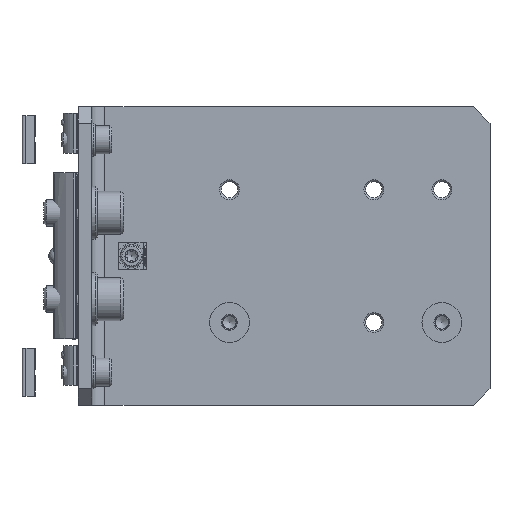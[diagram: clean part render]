
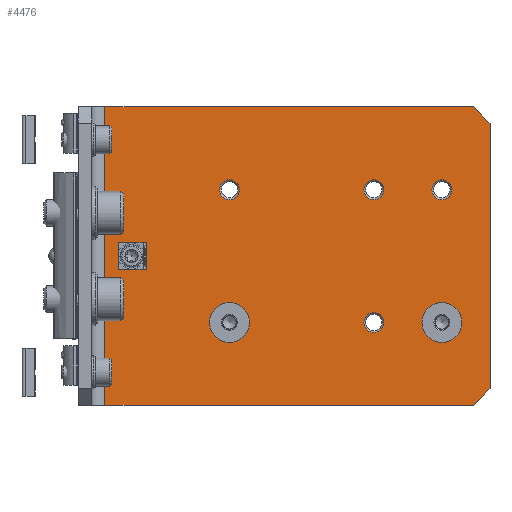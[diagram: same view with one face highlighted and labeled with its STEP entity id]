
A CAD part, top view. The second image highlights one B-rep face of the part: STEP entity #4476.
In plain terms, the highlighted planar face has unit normal (0, 0, 1).
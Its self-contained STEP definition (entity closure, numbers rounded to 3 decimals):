
#387=CIRCLE('',#4915,3.);
#388=CIRCLE('',#4916,3.);
#389=CIRCLE('',#4917,3.);
#390=CIRCLE('',#4918,3.);
#391=CIRCLE('',#4919,3.);
#392=CIRCLE('',#4920,3.);
#393=CIRCLE('',#4921,1.85);
#646=ORIENTED_EDGE('',*,*,#1902,.T.);
#647=ORIENTED_EDGE('',*,*,#1903,.T.);
#648=ORIENTED_EDGE('',*,*,#1904,.T.);
#649=ORIENTED_EDGE('',*,*,#1905,.T.);
#650=ORIENTED_EDGE('',*,*,#1906,.T.);
#651=ORIENTED_EDGE('',*,*,#1907,.T.);
#652=ORIENTED_EDGE('',*,*,#1908,.F.);
#653=ORIENTED_EDGE('',*,*,#1909,.F.);
#654=ORIENTED_EDGE('',*,*,#1910,.F.);
#655=ORIENTED_EDGE('',*,*,#1911,.F.);
#656=ORIENTED_EDGE('',*,*,#1872,.F.);
#657=ORIENTED_EDGE('',*,*,#1912,.T.);
#658=ORIENTED_EDGE('',*,*,#1881,.T.);
#1872=EDGE_CURVE('',#2503,#2504,#2938,.T.);
#1881=EDGE_CURVE('',#2513,#2512,#2945,.T.);
#1902=EDGE_CURVE('',#2527,#2527,#387,.T.);
#1903=EDGE_CURVE('',#2528,#2528,#388,.T.);
#1904=EDGE_CURVE('',#2529,#2529,#389,.T.);
#1905=EDGE_CURVE('',#2530,#2530,#390,.T.);
#1906=EDGE_CURVE('',#2531,#2531,#391,.T.);
#1907=EDGE_CURVE('',#2532,#2532,#392,.T.);
#1908=EDGE_CURVE('',#2533,#2533,#393,.T.);
#1909=EDGE_CURVE('',#2534,#2512,#2957,.T.);
#1910=EDGE_CURVE('',#2535,#2534,#2958,.T.);
#1911=EDGE_CURVE('',#2504,#2535,#2959,.T.);
#1912=EDGE_CURVE('',#2503,#2513,#2960,.T.);
#2503=VERTEX_POINT('',#6832);
#2504=VERTEX_POINT('',#6834);
#2512=VERTEX_POINT('',#6851);
#2513=VERTEX_POINT('',#6853);
#2527=VERTEX_POINT('',#6892);
#2528=VERTEX_POINT('',#6894);
#2529=VERTEX_POINT('',#6896);
#2530=VERTEX_POINT('',#6898);
#2531=VERTEX_POINT('',#6900);
#2532=VERTEX_POINT('',#6902);
#2533=VERTEX_POINT('',#6904);
#2534=VERTEX_POINT('',#6906);
#2535=VERTEX_POINT('',#6908);
#2938=LINE('',#6833,#3244);
#2945=LINE('',#6852,#3251);
#2957=LINE('',#6905,#3263);
#2958=LINE('',#6907,#3264);
#2959=LINE('',#6909,#3265);
#2960=LINE('',#6910,#3266);
#3244=VECTOR('',#5445,1000.);
#3251=VECTOR('',#5458,1000.);
#3263=VECTOR('',#5510,1000.);
#3264=VECTOR('',#5511,1000.);
#3265=VECTOR('',#5512,1000.);
#3266=VECTOR('',#5513,1000.);
#3560=EDGE_LOOP('',(#646));
#3561=EDGE_LOOP('',(#647));
#3562=EDGE_LOOP('',(#648));
#3563=EDGE_LOOP('',(#649));
#3564=EDGE_LOOP('',(#650));
#3565=EDGE_LOOP('',(#651));
#3566=EDGE_LOOP('',(#652));
#3567=EDGE_LOOP('',(#653,#654,#655,#656,#657,#658));
#3956=FACE_BOUND('',#3560,.T.);
#3957=FACE_BOUND('',#3561,.T.);
#3958=FACE_BOUND('',#3562,.T.);
#3959=FACE_BOUND('',#3563,.T.);
#3960=FACE_BOUND('',#3564,.T.);
#3961=FACE_BOUND('',#3565,.T.);
#3962=FACE_BOUND('',#3566,.T.);
#3963=FACE_BOUND('',#3567,.T.);
#4347=PLANE('',#4914);
#4476=ADVANCED_FACE('',(#3956,#3957,#3958,#3959,#3960,#3961,#3962,#3963),
#4347,.F.);
#4914=AXIS2_PLACEMENT_3D('',#6890,#5494,#5495);
#4915=AXIS2_PLACEMENT_3D('',#6891,#5496,#5497);
#4916=AXIS2_PLACEMENT_3D('',#6893,#5498,#5499);
#4917=AXIS2_PLACEMENT_3D('',#6895,#5500,#5501);
#4918=AXIS2_PLACEMENT_3D('',#6897,#5502,#5503);
#4919=AXIS2_PLACEMENT_3D('',#6899,#5504,#5505);
#4920=AXIS2_PLACEMENT_3D('',#6901,#5506,#5507);
#4921=AXIS2_PLACEMENT_3D('',#6903,#5508,#5509);
#5445=DIRECTION('',(1.,0.,0.));
#5458=DIRECTION('',(1.,0.,0.));
#5494=DIRECTION('',(0.,0.,-1.));
#5495=DIRECTION('',(-1.,0.,0.));
#5496=DIRECTION('',(0.,0.,-1.));
#5497=DIRECTION('',(-1.,0.,0.));
#5498=DIRECTION('',(0.,0.,-1.));
#5499=DIRECTION('',(-1.,0.,0.));
#5500=DIRECTION('',(0.,0.,-1.));
#5501=DIRECTION('',(-1.,0.,0.));
#5502=DIRECTION('',(0.,0.,-1.));
#5503=DIRECTION('',(-1.,0.,0.));
#5504=DIRECTION('',(0.,0.,-1.));
#5505=DIRECTION('',(-1.,0.,0.));
#5506=DIRECTION('',(0.,0.,-1.));
#5507=DIRECTION('',(-1.,0.,0.));
#5508=DIRECTION('',(0.,0.,1.));
#5509=DIRECTION('',(1.,0.,0.));
#5510=DIRECTION('',(-0.707,-0.707,0.));
#5511=DIRECTION('',(0.,-1.,0.));
#5512=DIRECTION('',(0.707,-0.707,0.));
#5513=DIRECTION('',(0.,-1.,0.));
#6832=CARTESIAN_POINT('',(8.,45.,4.));
#6833=CARTESIAN_POINT('',(8.,45.,4.));
#6834=CARTESIAN_POINT('',(119.,45.,4.));
#6851=CARTESIAN_POINT('',(119.,-45.,4.));
#6852=CARTESIAN_POINT('',(8.,-45.,4.));
#6853=CARTESIAN_POINT('',(8.,-45.,4.));
#6890=CARTESIAN_POINT('',(8.,45.,4.));
#6891=CARTESIAN_POINT('',(109.5,-20.,4.));
#6892=CARTESIAN_POINT('',(106.5,-20.,4.));
#6893=CARTESIAN_POINT('',(89.,-20.,4.));
#6894=CARTESIAN_POINT('',(86.,-20.,4.));
#6895=CARTESIAN_POINT('',(45.5,-20.,4.));
#6896=CARTESIAN_POINT('',(42.5,-20.,4.));
#6897=CARTESIAN_POINT('',(109.5,20.,4.));
#6898=CARTESIAN_POINT('',(106.5,20.,4.));
#6899=CARTESIAN_POINT('',(89.,20.,4.));
#6900=CARTESIAN_POINT('',(86.,20.,4.));
#6901=CARTESIAN_POINT('',(45.5,20.,4.));
#6902=CARTESIAN_POINT('',(42.5,20.,4.));
#6903=CARTESIAN_POINT('',(16.,0.,4.));
#6904=CARTESIAN_POINT('',(17.85,0.,4.));
#6905=CARTESIAN_POINT('',(124.,-40.,4.));
#6906=CARTESIAN_POINT('',(124.,-40.,4.));
#6907=CARTESIAN_POINT('',(124.,45.,4.));
#6908=CARTESIAN_POINT('',(124.,40.,4.));
#6909=CARTESIAN_POINT('',(109.,55.,4.));
#6910=CARTESIAN_POINT('',(8.,45.,4.));
